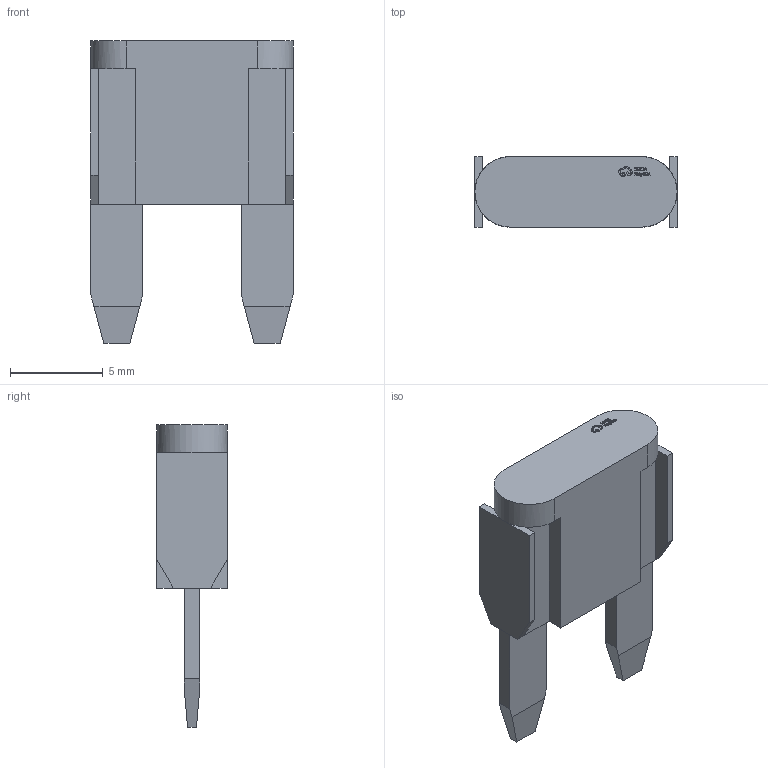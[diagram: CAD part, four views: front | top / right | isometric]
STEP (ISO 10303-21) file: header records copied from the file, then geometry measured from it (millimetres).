
FILE_DESCRIPTION (( 'STEP AP214' ), '1' );
FILE_NAME ('FUSE-TH_L10.9-W3.8.STEP', '2022-09-25T00:19:29', ( '' ), ( '' ), 'SwSTEP 2.0', 'SolidWorks 2017', '' );
FILE_SCHEMA (( 'AUTOMOTIVE_DESIGN' ));
Length unit declared in the file: millimetre
Products named in the file (1): FUSE-TH_L10.9-W3.8
Bounding box: 10.9 x 3.8 x 16.31 mm (x, y, z)
Volume: 336.6 mm3; surface area: 486.3 mm2
Topology: 3 solids, 3 shells, 281 faces, 757 edges, 501 vertices
Faces by surface type: plane 180, bspline 98, cylinder 3
Entity records: 9975 total; most frequent: CARTESIAN_POINT 2850, ORIENTED_EDGE 1514, DIRECTION 936, EDGE_CURVE 757, VECTOR 546, LINE 546, VERTEX_POINT 501, EDGE_LOOP 300
